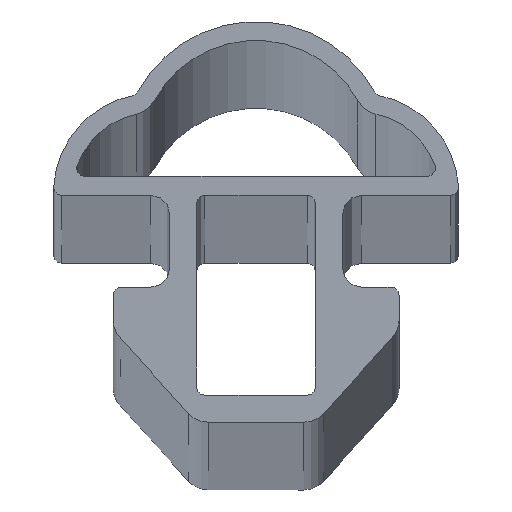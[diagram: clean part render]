
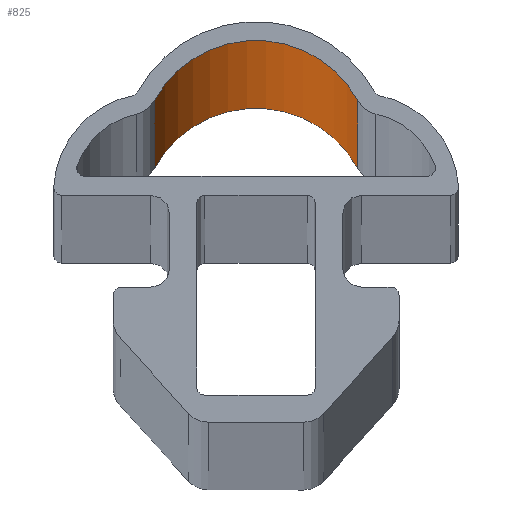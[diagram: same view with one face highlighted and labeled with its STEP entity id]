
A CAD part, top view. The second image highlights one B-rep face of the part: STEP entity #825.
In plain terms, the highlighted cylindrical face has radius 5.461 mm (diameter 10.922 mm), a partial arc.
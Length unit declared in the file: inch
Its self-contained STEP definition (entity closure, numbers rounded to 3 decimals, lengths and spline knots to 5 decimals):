
#29 = DIRECTION ( 'NONE',  ( 0., 0., -1. ) ) ;
#40 = CIRCLE ( 'NONE', #1114, 0.215 ) ;
#51 = VERTEX_POINT ( 'NONE', #1014 ) ;
#177 = VERTEX_POINT ( 'NONE', #1183 ) ;
#181 = ORIENTED_EDGE ( 'NONE', *, *, #1182, .T. ) ;
#260 = CARTESIAN_POINT ( 'NONE',  ( 0.18853, 0.59535, 36. ) ) ;
#337 = EDGE_CURVE ( 'NONE', #51, #177, #1126, .T. ) ;
#342 = DIRECTION ( 'NONE',  ( 0., 0., 1. ) ) ;
#426 = CARTESIAN_POINT ( 'NONE',  ( 0., 0.492, 36. ) ) ;
#482 = VECTOR ( 'NONE', #1043, 39.37008 ) ;
#567 = VERTEX_POINT ( 'NONE', #1092 ) ;
#602 = LINE ( 'NONE', #1350, #1017 ) ;
#607 = DIRECTION ( 'NONE',  ( 1., 0., 0. ) ) ;
#705 = DIRECTION ( 'NONE',  ( 0., 0., -1. ) ) ;
#825 = ADVANCED_FACE ( 'NONE', ( #1180 ), #1104, .F. ) ;
#862 = CARTESIAN_POINT ( 'NONE',  ( 0., 0.492, 36. ) ) ;
#918 = DIRECTION ( 'NONE',  ( -1., 0., 0. ) ) ;
#922 = ORIENTED_EDGE ( 'NONE', *, *, #337, .F. ) ;
#967 = ORIENTED_EDGE ( 'NONE', *, *, #1357, .F. ) ;
#975 = DIRECTION ( 'NONE',  ( 0., 0., 1. ) ) ;
#1014 = CARTESIAN_POINT ( 'NONE',  ( 0.18853, 0.59535, 36. ) ) ;
#1017 = VECTOR ( 'NONE', #705, 39.37008 ) ;
#1043 = DIRECTION ( 'NONE',  ( 0., 0., -1. ) ) ;
#1092 = CARTESIAN_POINT ( 'NONE',  ( -0.18853, 0.59535, 36. ) ) ;
#1104 = CYLINDRICAL_SURFACE ( 'NONE', #1145, 0.215 ) ;
#1114 = AXIS2_PLACEMENT_3D ( 'NONE', #862, #342, #607 ) ;
#1124 = VERTEX_POINT ( 'NONE', #1628 ) ;
#1126 = LINE ( 'NONE', #260, #482 ) ;
#1145 = AXIS2_PLACEMENT_3D ( 'NONE', #426, #29, #918 ) ;
#1151 = EDGE_CURVE ( 'NONE', #567, #1124, #602, .T. ) ;
#1180 = FACE_OUTER_BOUND ( 'NONE', #1181, .T. ) ;
#1181 = EDGE_LOOP ( 'NONE', ( #967, #922, #181, #1427 ) ) ;
#1182 = EDGE_CURVE ( 'NONE', #51, #567, #40, .T. ) ;
#1183 = CARTESIAN_POINT ( 'NONE',  ( 0.18853, 0.59535, -36. ) ) ;
#1243 = DIRECTION ( 'NONE',  ( 1., 0., 0. ) ) ;
#1350 = CARTESIAN_POINT ( 'NONE',  ( -0.18853, 0.59535, 36. ) ) ;
#1357 = EDGE_CURVE ( 'NONE', #177, #1124, #1418, .T. ) ;
#1418 = CIRCLE ( 'NONE', #1585, 0.215 ) ;
#1427 = ORIENTED_EDGE ( 'NONE', *, *, #1151, .T. ) ;
#1518 = CARTESIAN_POINT ( 'NONE',  ( 0., 0.492, -36. ) ) ;
#1585 = AXIS2_PLACEMENT_3D ( 'NONE', #1518, #975, #1243 ) ;
#1628 = CARTESIAN_POINT ( 'NONE',  ( -0.18853, 0.59535, -36. ) ) ;
